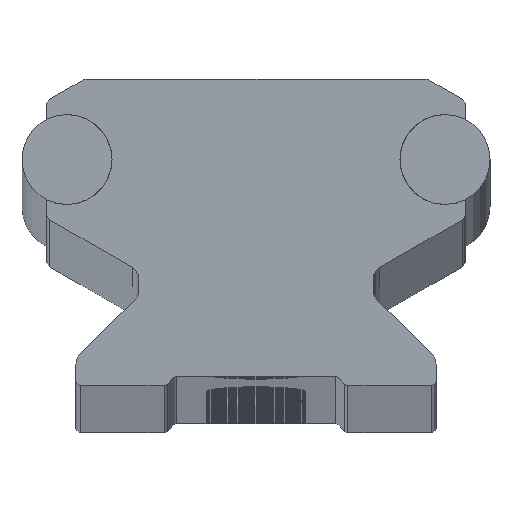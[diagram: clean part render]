
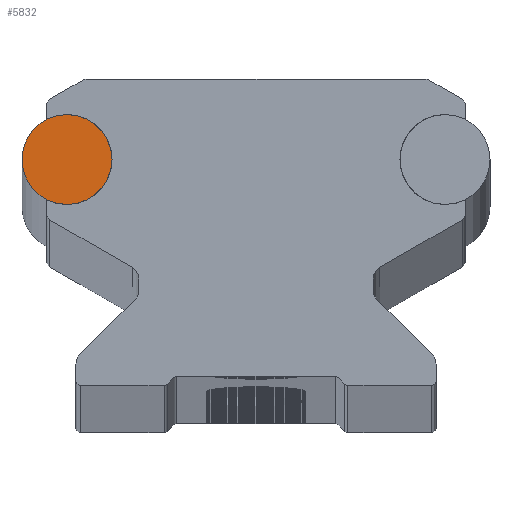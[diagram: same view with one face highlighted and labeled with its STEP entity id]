
A CAD part, top view. The second image highlights one B-rep face of the part: STEP entity #5832.
In plain terms, the highlighted planar face has unit normal (0, 0, 1).
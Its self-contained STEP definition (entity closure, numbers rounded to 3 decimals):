
#1999 = CARTESIAN_POINT ( 'NONE',  ( -20.995, 0., 1500. ) ) ;
#2029 = ORIENTED_EDGE ( 'NONE', *, *, #6914, .T. ) ;
#2041 = DIRECTION ( 'NONE',  ( 0., 0., 1. ) ) ;
#5523 = CARTESIAN_POINT ( 'NONE',  ( -20.995, 0., 1500. ) ) ;
#5563 = CARTESIAN_POINT ( 'NONE',  ( -15.995, 0., 1500. ) ) ;
#5832 = ADVANCED_FACE ( 'NONE', ( #7817 ), #6432, .T. ) ;
#6432 = PLANE ( 'NONE',  #12425 ) ;
#6528 = DIRECTION ( 'NONE',  ( 0., 0., 1. ) ) ;
#6548 = DIRECTION ( 'NONE',  ( 1., 0., 0. ) ) ;
#6914 = EDGE_CURVE ( 'NONE', #12639, #8355, #11380, .T. ) ;
#7513 = DIRECTION ( 'NONE',  ( 1., 0., 0. ) ) ;
#7817 = FACE_OUTER_BOUND ( 'NONE', #7845, .T. ) ;
#7845 = EDGE_LOOP ( 'NONE', ( #10583, #2029 ) ) ;
#8355 = VERTEX_POINT ( 'NONE', #12530 ) ;
#8550 = CARTESIAN_POINT ( 'NONE',  ( -20.995, 0., 1500. ) ) ;
#9677 = EDGE_CURVE ( 'NONE', #8355, #12639, #12092, .T. ) ;
#10167 = DIRECTION ( 'NONE',  ( 1., 0., 0. ) ) ;
#10583 = ORIENTED_EDGE ( 'NONE', *, *, #9677, .T. ) ;
#10788 = AXIS2_PLACEMENT_3D ( 'NONE', #5523, #10803, #6548 ) ;
#10803 = DIRECTION ( 'NONE',  ( 0., 0., 1. ) ) ;
#11380 = CIRCLE ( 'NONE', #13387, 5. ) ;
#12092 = CIRCLE ( 'NONE', #10788, 5. ) ;
#12425 = AXIS2_PLACEMENT_3D ( 'NONE', #8550, #6528, #7513 ) ;
#12530 = CARTESIAN_POINT ( 'NONE',  ( -25.995, 0., 1500. ) ) ;
#12639 = VERTEX_POINT ( 'NONE', #5563 ) ;
#13387 = AXIS2_PLACEMENT_3D ( 'NONE', #1999, #2041, #10167 ) ;
